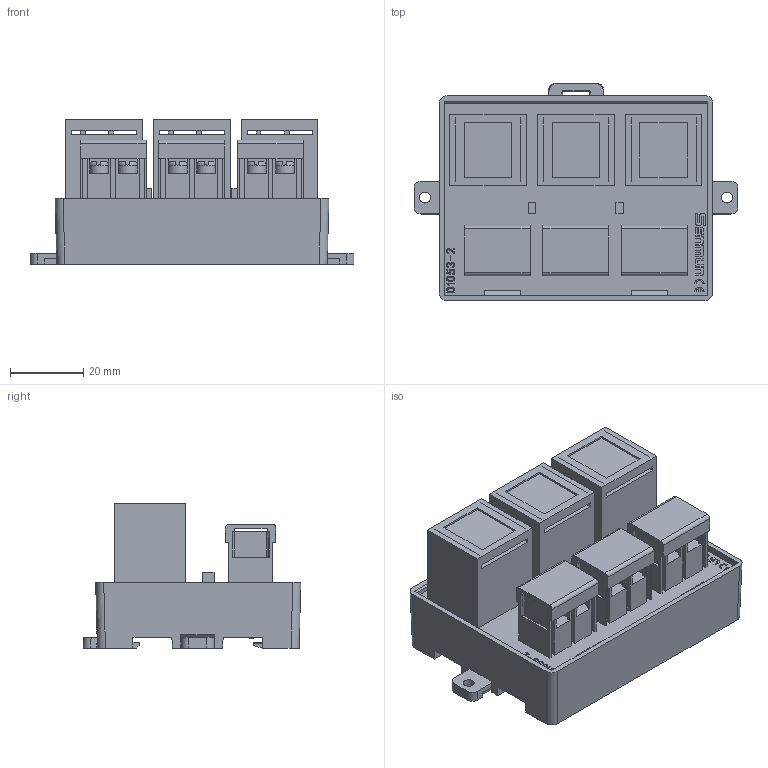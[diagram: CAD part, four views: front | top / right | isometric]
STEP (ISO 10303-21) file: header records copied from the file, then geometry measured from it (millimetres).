
FILE_DESCRIPTION(/* description */ (''),/* implementation_level */ '2;1');
FILE_NAME(/* name */ 'D1053-2E.stp',/* time_stamp */ '2024-08-09T16:08:49+08:00',/* author */ (''),/* organization */ (''),/* preprocessor_version */ 'ST-DEVELOPER v14',/* originating_system */ 'SIEMENS PLM Software NX 8.0',/* authorisation */ '');
FILE_SCHEMA (('AUTOMOTIVE_DESIGN { 1 0 10303 214 3 1 1 1 }'));
Length unit declared in the file: millimetre
Products named in the file (1): D1053-2E 3D_stp
Bounding box: 88.6 x 59.51 x 39.5 mm (x, y, z)
Volume: 88445.5 mm3; surface area: 35579.3 mm2
Topology: 3 solids, 12 shells, 1221 faces, 3368 edges, 2198 vertices
Faces by surface type: plane 1114, cylinder 66, torus 18, extrusion 17, cone 4, bspline 2
Full cylindrical faces by diameter (mm): 3 x2, 5.3 x18
Entity records: 40687 total; most frequent: CARTESIAN_POINT 9026, ORIENTED_EDGE 6584, DIRECTION 5751, EDGE_CURVE 3292, VECTOR 2837, LINE 2820, VERTEX_POINT 2162, AXIS2_PLACEMENT_3D 1457
